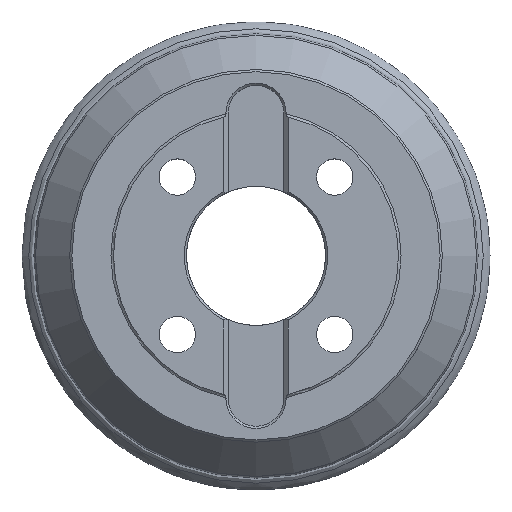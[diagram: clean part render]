
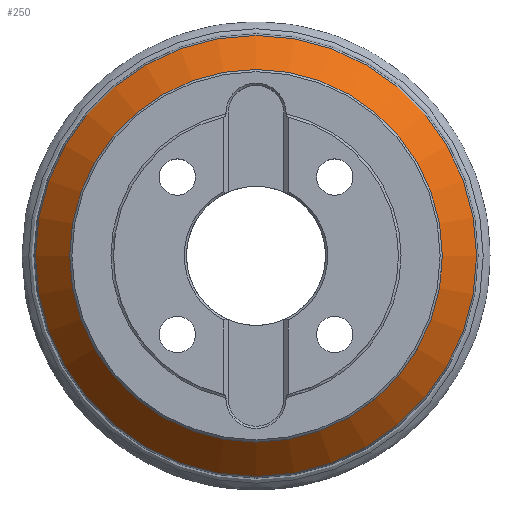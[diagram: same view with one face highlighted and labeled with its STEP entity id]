
A CAD part, top view. The second image highlights one B-rep face of the part: STEP entity #250.
In plain terms, the highlighted conical face has half-angle 40.915 degrees and reference radius 84 mm.
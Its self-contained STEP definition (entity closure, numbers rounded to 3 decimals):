
#198=CONICAL_SURFACE('',#1162,84.,40.915);
#250=ADVANCED_FACE('',(#358,#359),#198,.T.);
#358=FACE_BOUND('',#448,.T.);
#359=FACE_BOUND('',#449,.T.);
#448=EDGE_LOOP('',(#556));
#449=EDGE_LOOP('',(#557));
#556=ORIENTED_EDGE('',*,*,#825,.T.);
#557=ORIENTED_EDGE('',*,*,#826,.T.);
#746=VERTEX_POINT('',#1812);
#747=VERTEX_POINT('',#1814);
#825=EDGE_CURVE('',#746,#746,#924,.T.);
#826=EDGE_CURVE('',#747,#747,#925,.T.);
#924=CIRCLE('',#1160,84.733);
#925=CIRCLE('',#1161,100.601);
#1160=AXIS2_PLACEMENT_3D('',#1811,#1349,#1350);
#1161=AXIS2_PLACEMENT_3D('',#1813,#1351,#1352);
#1162=AXIS2_PLACEMENT_3D('',#1815,#1353,#1354);
#1349=DIRECTION('',(0.,0.,-1.));
#1350=DIRECTION('',(1.,0.,0.));
#1351=DIRECTION('',(0.,0.,1.));
#1352=DIRECTION('',(-1.,0.,0.));
#1353=DIRECTION('',(0.,0.,-1.));
#1354=DIRECTION('',(1.,0.,0.));
#1811=CARTESIAN_POINT('',(0.,0.,-21.846));
#1812=CARTESIAN_POINT('',(84.733,0.,-21.846));
#1813=CARTESIAN_POINT('',(0.,0.,-40.154));
#1814=CARTESIAN_POINT('',(-100.601,0.,-40.154));
#1815=CARTESIAN_POINT('',(0.,0.,-21.));
